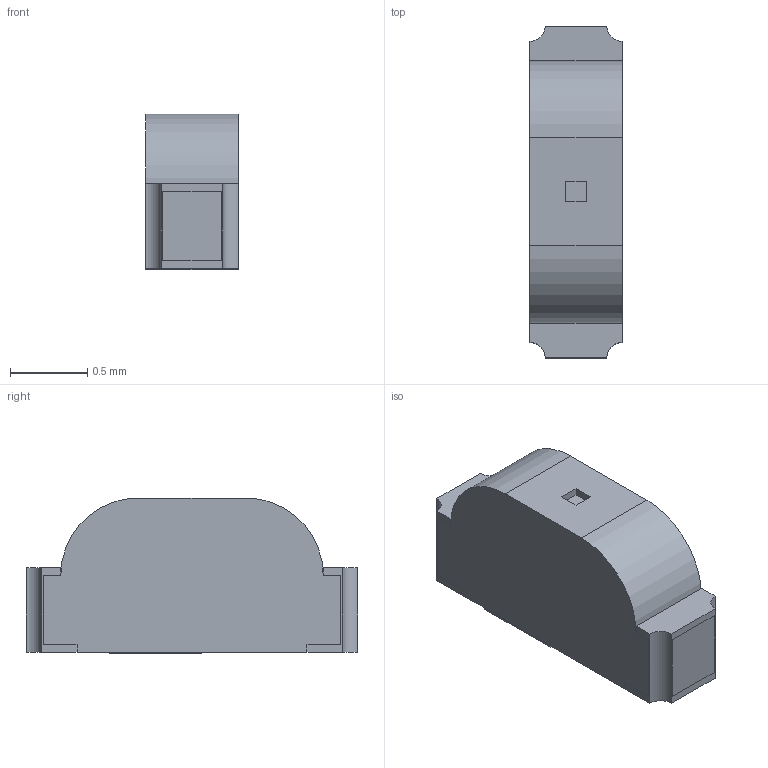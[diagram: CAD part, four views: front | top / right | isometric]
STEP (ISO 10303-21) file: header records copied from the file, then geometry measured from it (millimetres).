
FILE_DESCRIPTION (( 'STEP AP214' ), '1' );
FILE_NAME ('LTST-S220KFKT.STEP', '2023-01-02T16:27:01', ( 'ADMIN' ), ( '' ), 'SwSTEP 2.0', 'SolidWorks 2016', '' );
FILE_SCHEMA (( 'AUTOMOTIVE_DESIGN' ));
Length unit declared in the file: millimetre
Products named in the file (5): Open CASCADE STEP translator 6.8 1; Open CASCADE STEP translator 6.8 2_2; Open CASCADE STEP translator 6.8 2; Open CASCADE STEP translator 6.8 3; LTST-S220KFKT
Assembly tree (4 placements, depth 2):
  LTST-S220KFKT
    Open CASCADE STEP translator 6.8 3
    Open CASCADE STEP translator 6.8 2
    Open CASCADE STEP translator 6.8 2_2
    Open CASCADE STEP translator 6.8 1
Bounding box: 0.6 x 2.15 x 1.01 mm (x, y, z)
Volume: 1.1 mm3; surface area: 9.9 mm2
Topology: 4 solids, 4 shells, 55 faces, 144 edges, 96 vertices
Faces by surface type: plane 41, cylinder 14
Entity records: 1892 total; most frequent: CARTESIAN_POINT 302, DIRECTION 296, ORIENTED_EDGE 288, EDGE_CURVE 144, VECTOR 116, LINE 116, VERTEX_POINT 96, AXIS2_PLACEMENT_3D 90
